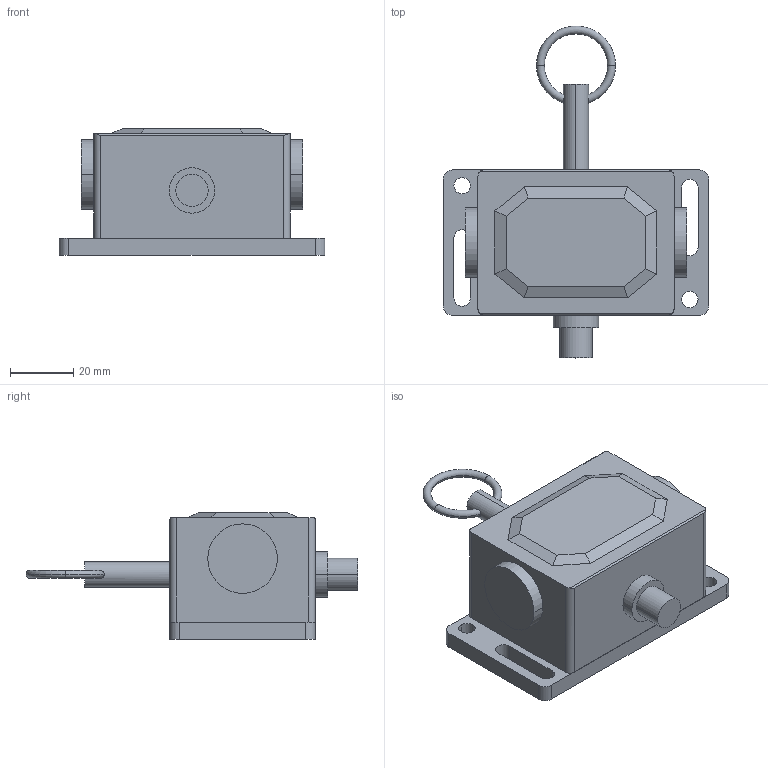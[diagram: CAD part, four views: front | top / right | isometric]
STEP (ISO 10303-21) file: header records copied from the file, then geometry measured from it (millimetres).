
FILE_DESCRIPTION((''),'2;1');
FILE_NAME('3d_PLNU1AT25.stp','2012-10-03T08:30:26',(''),(''),'Mechanical Desktop 2011','Mechanical Desktop 2011',', , ');
FILE_SCHEMA(('CONFIG_CONTROL_DESIGN'));
Length unit declared in the file: millimetre
Products named in the file (1): Product
Bounding box: 84 x 105 x 40 mm (x, y, z)
Volume: 121814.5 mm3; surface area: 29782.4 mm2
Topology: 9 solids, 9 shells, 70 faces, 167 edges, 117 vertices
Faces by surface type: plane 38, cylinder 28, torus 4
Entity records: 2204 total; most frequent: CARTESIAN_POINT 417, DIRECTION 374, ORIENTED_EDGE 322, EDGE_CURVE 161, AXIS2_PLACEMENT_3D 140, VERTEX_POINT 107, VECTOR 94, LINE 94
